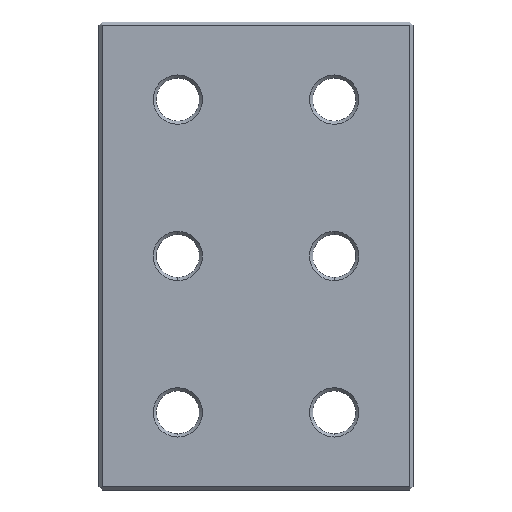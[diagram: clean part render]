
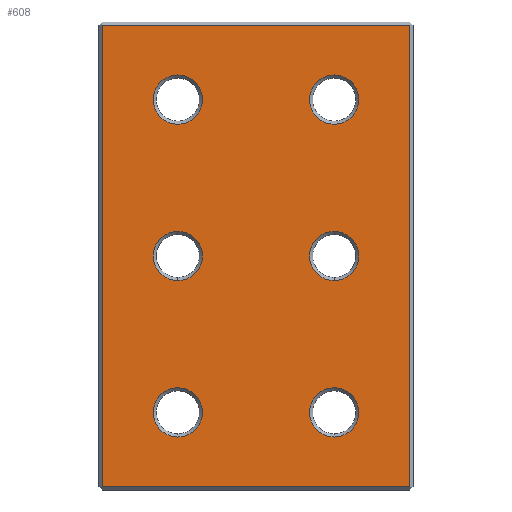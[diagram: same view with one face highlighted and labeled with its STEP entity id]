
A CAD part, front view. The second image highlights one B-rep face of the part: STEP entity #608.
In plain terms, the highlighted planar face has unit normal (0, -1, 0).
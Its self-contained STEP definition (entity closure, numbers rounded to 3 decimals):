
#1 = DIRECTION ( 'NONE',  ( 0., 1., 0. ) ) ;
#10 = CARTESIAN_POINT ( 'NONE',  ( 12.7, 0., -21.4 ) ) ;
#20 = VERTEX_POINT ( 'NONE', #10 ) ;
#34 = DIRECTION ( 'NONE',  ( 0., 1., 0. ) ) ;
#37 = DIRECTION ( 'NONE',  ( 0., 0., 1. ) ) ;
#41 = DIRECTION ( 'NONE',  ( 1., 0., 0. ) ) ;
#52 = FACE_BOUND ( 'NONE', #830, .T. ) ;
#58 = VERTEX_POINT ( 'NONE', #1180 ) ;
#80 = AXIS2_PLACEMENT_3D ( 'NONE', #431, #943, #960 ) ;
#86 = EDGE_CURVE ( 'NONE', #1457, #739, #433, .T. ) ;
#89 = ORIENTED_EDGE ( 'NONE', *, *, #657, .T. ) ;
#98 = EDGE_CURVE ( 'NONE', #865, #58, #222, .T. ) ;
#113 = ORIENTED_EDGE ( 'NONE', *, *, #1390, .T. ) ;
#114 = CIRCLE ( 'NONE', #463, 4. ) ;
#130 = EDGE_CURVE ( 'NONE', #166, #340, #1575, .T. ) ;
#136 = CIRCLE ( 'NONE', #1100, 4. ) ;
#140 = EDGE_CURVE ( 'NONE', #340, #166, #1440, .T. ) ;
#141 = AXIS2_PLACEMENT_3D ( 'NONE', #232, #196, #1391 ) ;
#147 = CARTESIAN_POINT ( 'NONE',  ( -12.7, 0., 4. ) ) ;
#155 = DIRECTION ( 'NONE',  ( 0., 1., 0. ) ) ;
#158 = DIRECTION ( 'NONE',  ( 0., 0., -1. ) ) ;
#166 = VERTEX_POINT ( 'NONE', #1243 ) ;
#167 = AXIS2_PLACEMENT_3D ( 'NONE', #184, #966, #1606 ) ;
#174 = ORIENTED_EDGE ( 'NONE', *, *, #744, .T. ) ;
#177 = DIRECTION ( 'NONE',  ( 0., 0., 1. ) ) ;
#182 = CIRCLE ( 'NONE', #1346, 4. ) ;
#183 = VECTOR ( 'NONE', #235, 1000. ) ;
#184 = CARTESIAN_POINT ( 'NONE',  ( -25.5, 0., 38. ) ) ;
#193 = EDGE_CURVE ( 'NONE', #1649, #20, #1182, .T. ) ;
#196 = DIRECTION ( 'NONE',  ( 0., 1., 0. ) ) ;
#203 = VERTEX_POINT ( 'NONE', #970 ) ;
#212 = CARTESIAN_POINT ( 'NONE',  ( -12.7, 0., -4. ) ) ;
#222 = CIRCLE ( 'NONE', #1353, 4. ) ;
#229 = EDGE_CURVE ( 'NONE', #1161, #506, #136, .T. ) ;
#232 = CARTESIAN_POINT ( 'NONE',  ( 12.7, 0., -25.4 ) ) ;
#233 = VERTEX_POINT ( 'NONE', #1102 ) ;
#235 = DIRECTION ( 'NONE',  ( 0., 0., 1. ) ) ;
#264 = CARTESIAN_POINT ( 'NONE',  ( -12.7, 0., 25.4 ) ) ;
#269 = CARTESIAN_POINT ( 'NONE',  ( -12.7, 0., 0. ) ) ;
#278 = ORIENTED_EDGE ( 'NONE', *, *, #1043, .T. ) ;
#282 = CARTESIAN_POINT ( 'NONE',  ( -25., 0., -37.5 ) ) ;
#283 = CARTESIAN_POINT ( 'NONE',  ( -12.7, 0., -25.4 ) ) ;
#284 = DIRECTION ( 'NONE',  ( 0., 0., 1. ) ) ;
#304 = AXIS2_PLACEMENT_3D ( 'NONE', #1355, #34, #1493 ) ;
#305 = CARTESIAN_POINT ( 'NONE',  ( -12.7, 0., 25.4 ) ) ;
#317 = ORIENTED_EDGE ( 'NONE', *, *, #98, .T. ) ;
#321 = EDGE_LOOP ( 'NONE', ( #1561, #89 ) ) ;
#340 = VERTEX_POINT ( 'NONE', #1260 ) ;
#359 = CARTESIAN_POINT ( 'NONE',  ( 12.7, 0., -29.4 ) ) ;
#367 = EDGE_LOOP ( 'NONE', ( #317, #113 ) ) ;
#378 = DIRECTION ( 'NONE',  ( 0., 1., 0. ) ) ;
#388 = DIRECTION ( 'NONE',  ( 0., 0., 1. ) ) ;
#393 = ORIENTED_EDGE ( 'NONE', *, *, #892, .T. ) ;
#413 = VECTOR ( 'NONE', #41, 1000. ) ;
#431 = CARTESIAN_POINT ( 'NONE',  ( 12.7, 0., 0. ) ) ;
#433 = CIRCLE ( 'NONE', #989, 4. ) ;
#435 = AXIS2_PLACEMENT_3D ( 'NONE', #1195, #1327, #388 ) ;
#436 = LINE ( 'NONE', #1489, #413 ) ;
#439 = FACE_OUTER_BOUND ( 'NONE', #1014, .T. ) ;
#446 = FACE_BOUND ( 'NONE', #1023, .T. ) ;
#459 = AXIS2_PLACEMENT_3D ( 'NONE', #696, #690, #37 ) ;
#463 = AXIS2_PLACEMENT_3D ( 'NONE', #269, #378, #1458 ) ;
#496 = LINE ( 'NONE', #1423, #183 ) ;
#499 = VERTEX_POINT ( 'NONE', #282 ) ;
#506 = VERTEX_POINT ( 'NONE', #147 ) ;
#545 = DIRECTION ( 'NONE',  ( 0., 0., 1. ) ) ;
#563 = CARTESIAN_POINT ( 'NONE',  ( -12.7, 0., 0. ) ) ;
#564 = LINE ( 'NONE', #978, #1403 ) ;
#608 = ADVANCED_FACE ( 'NONE', ( #52, #695, #1223, #446, #1108, #1631, #439 ), #1205, .F. ) ;
#632 = ORIENTED_EDGE ( 'NONE', *, *, #193, .T. ) ;
#640 = CARTESIAN_POINT ( 'NONE',  ( 25., 0., -37.5 ) ) ;
#657 = EDGE_CURVE ( 'NONE', #739, #1457, #1076, .T. ) ;
#681 = DIRECTION ( 'NONE',  ( 0., 0., 1. ) ) ;
#690 = DIRECTION ( 'NONE',  ( 0., 1., 0. ) ) ;
#695 = FACE_BOUND ( 'NONE', #1345, .T. ) ;
#696 = CARTESIAN_POINT ( 'NONE',  ( 12.7, 0., -25.4 ) ) ;
#700 = EDGE_CURVE ( 'NONE', #1069, #1287, #1104, .T. ) ;
#739 = VERTEX_POINT ( 'NONE', #880 ) ;
#744 = EDGE_CURVE ( 'NONE', #20, #1649, #1245, .T. ) ;
#752 = CARTESIAN_POINT ( 'NONE',  ( 12.7, 0., 21.4 ) ) ;
#765 = ORIENTED_EDGE ( 'NONE', *, *, #1454, .T. ) ;
#830 = EDGE_LOOP ( 'NONE', ( #632, #174 ) ) ;
#847 = CIRCLE ( 'NONE', #435, 4. ) ;
#856 = EDGE_LOOP ( 'NONE', ( #1026, #1273 ) ) ;
#857 = ORIENTED_EDGE ( 'NONE', *, *, #229, .T. ) ;
#865 = VERTEX_POINT ( 'NONE', #1446 ) ;
#866 = VECTOR ( 'NONE', #158, 1000. ) ;
#869 = EDGE_CURVE ( 'NONE', #1287, #1069, #847, .T. ) ;
#880 = CARTESIAN_POINT ( 'NONE',  ( -12.7, 0., 29.4 ) ) ;
#892 = EDGE_CURVE ( 'NONE', #506, #1161, #114, .T. ) ;
#931 = VERTEX_POINT ( 'NONE', #640 ) ;
#935 = DIRECTION ( 'NONE',  ( 0., 0., 1. ) ) ;
#937 = CARTESIAN_POINT ( 'NONE',  ( -12.7, 0., -25.4 ) ) ;
#943 = DIRECTION ( 'NONE',  ( 0., 1., 0. ) ) ;
#952 = DIRECTION ( 'NONE',  ( 0., 1., 0. ) ) ;
#960 = DIRECTION ( 'NONE',  ( 0., 0., 1. ) ) ;
#966 = DIRECTION ( 'NONE',  ( 0., 1., 0. ) ) ;
#970 = CARTESIAN_POINT ( 'NONE',  ( 25., 0., 37.5 ) ) ;
#978 = CARTESIAN_POINT ( 'NONE',  ( -25.5, 0., 37.5 ) ) ;
#989 = AXIS2_PLACEMENT_3D ( 'NONE', #264, #1588, #935 ) ;
#1010 = CARTESIAN_POINT ( 'NONE',  ( -25., 0., 38. ) ) ;
#1014 = EDGE_LOOP ( 'NONE', ( #765, #1487, #278, #1520 ) ) ;
#1018 = AXIS2_PLACEMENT_3D ( 'NONE', #1502, #1634, #177 ) ;
#1023 = EDGE_LOOP ( 'NONE', ( #857, #393 ) ) ;
#1026 = ORIENTED_EDGE ( 'NONE', *, *, #869, .T. ) ;
#1043 = EDGE_CURVE ( 'NONE', #499, #931, #436, .T. ) ;
#1069 = VERTEX_POINT ( 'NONE', #1603 ) ;
#1076 = CIRCLE ( 'NONE', #1300, 4. ) ;
#1100 = AXIS2_PLACEMENT_3D ( 'NONE', #563, #952, #681 ) ;
#1102 = CARTESIAN_POINT ( 'NONE',  ( -25., 0., 37.5 ) ) ;
#1104 = CIRCLE ( 'NONE', #304, 4. ) ;
#1108 = FACE_BOUND ( 'NONE', #856, .T. ) ;
#1138 = LINE ( 'NONE', #1010, #866 ) ;
#1161 = VERTEX_POINT ( 'NONE', #212 ) ;
#1180 = CARTESIAN_POINT ( 'NONE',  ( -12.7, 0., -21.4 ) ) ;
#1182 = CIRCLE ( 'NONE', #459, 4. ) ;
#1195 = CARTESIAN_POINT ( 'NONE',  ( 12.7, 0., 25.4 ) ) ;
#1205 = PLANE ( 'NONE',  #167 ) ;
#1223 = FACE_BOUND ( 'NONE', #367, .T. ) ;
#1238 = EDGE_CURVE ( 'NONE', #233, #499, #1138, .T. ) ;
#1243 = CARTESIAN_POINT ( 'NONE',  ( 12.7, 0., 4. ) ) ;
#1245 = CIRCLE ( 'NONE', #141, 4. ) ;
#1260 = CARTESIAN_POINT ( 'NONE',  ( 12.7, 0., -4. ) ) ;
#1273 = ORIENTED_EDGE ( 'NONE', *, *, #700, .T. ) ;
#1287 = VERTEX_POINT ( 'NONE', #752 ) ;
#1300 = AXIS2_PLACEMENT_3D ( 'NONE', #305, #155, #545 ) ;
#1327 = DIRECTION ( 'NONE',  ( 0., 1., 0. ) ) ;
#1345 = EDGE_LOOP ( 'NONE', ( #1505, #1400 ) ) ;
#1346 = AXIS2_PLACEMENT_3D ( 'NONE', #937, #1471, #284 ) ;
#1353 = AXIS2_PLACEMENT_3D ( 'NONE', #283, #1, #1574 ) ;
#1355 = CARTESIAN_POINT ( 'NONE',  ( 12.7, 0., 25.4 ) ) ;
#1390 = EDGE_CURVE ( 'NONE', #58, #865, #182, .T. ) ;
#1391 = DIRECTION ( 'NONE',  ( 0., 0., 1. ) ) ;
#1400 = ORIENTED_EDGE ( 'NONE', *, *, #130, .T. ) ;
#1403 = VECTOR ( 'NONE', #1512, 1000. ) ;
#1423 = CARTESIAN_POINT ( 'NONE',  ( 25., 0., 38. ) ) ;
#1440 = CIRCLE ( 'NONE', #1018, 4. ) ;
#1446 = CARTESIAN_POINT ( 'NONE',  ( -12.7, 0., -29.4 ) ) ;
#1454 = EDGE_CURVE ( 'NONE', #203, #233, #564, .T. ) ;
#1457 = VERTEX_POINT ( 'NONE', #1624 ) ;
#1458 = DIRECTION ( 'NONE',  ( 0., 0., 1. ) ) ;
#1471 = DIRECTION ( 'NONE',  ( 0., 1., 0. ) ) ;
#1487 = ORIENTED_EDGE ( 'NONE', *, *, #1238, .T. ) ;
#1489 = CARTESIAN_POINT ( 'NONE',  ( -25.5, 0., -37.5 ) ) ;
#1493 = DIRECTION ( 'NONE',  ( 0., 0., 1. ) ) ;
#1502 = CARTESIAN_POINT ( 'NONE',  ( 12.7, 0., 0. ) ) ;
#1505 = ORIENTED_EDGE ( 'NONE', *, *, #140, .T. ) ;
#1512 = DIRECTION ( 'NONE',  ( -1., 0., 0. ) ) ;
#1520 = ORIENTED_EDGE ( 'NONE', *, *, #1599, .T. ) ;
#1561 = ORIENTED_EDGE ( 'NONE', *, *, #86, .T. ) ;
#1574 = DIRECTION ( 'NONE',  ( 0., 0., 1. ) ) ;
#1575 = CIRCLE ( 'NONE', #80, 4. ) ;
#1588 = DIRECTION ( 'NONE',  ( 0., 1., 0. ) ) ;
#1599 = EDGE_CURVE ( 'NONE', #931, #203, #496, .T. ) ;
#1603 = CARTESIAN_POINT ( 'NONE',  ( 12.7, 0., 29.4 ) ) ;
#1606 = DIRECTION ( 'NONE',  ( 1., 0., 0. ) ) ;
#1624 = CARTESIAN_POINT ( 'NONE',  ( -12.7, 0., 21.4 ) ) ;
#1631 = FACE_BOUND ( 'NONE', #321, .T. ) ;
#1634 = DIRECTION ( 'NONE',  ( 0., 1., 0. ) ) ;
#1649 = VERTEX_POINT ( 'NONE', #359 ) ;
